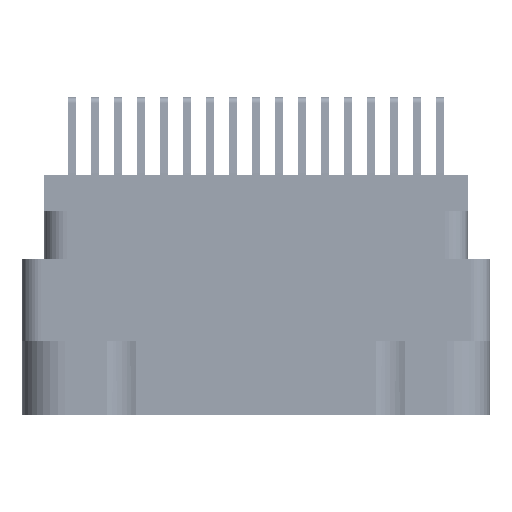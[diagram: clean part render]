
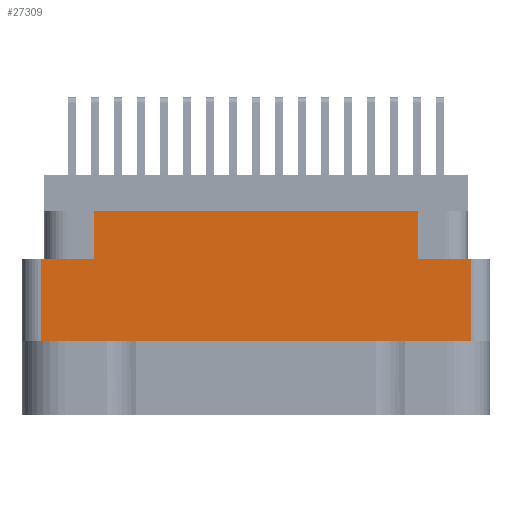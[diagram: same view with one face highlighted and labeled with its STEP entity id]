
A CAD part, left-side view. The second image highlights one B-rep face of the part: STEP entity #27309.
In plain terms, the highlighted planar face has unit normal (-1, 0, 0).
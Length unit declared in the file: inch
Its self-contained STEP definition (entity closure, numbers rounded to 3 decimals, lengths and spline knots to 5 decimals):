
#65 = VERTEX_POINT ( 'NONE', #32189 ) ;
#1217 = LINE ( 'NONE', #77700, #87333 ) ;
#1471 = ORIENTED_EDGE ( 'NONE', *, *, #63507, .F. ) ;
#4357 = FACE_OUTER_BOUND ( 'NONE', #25119, .T. ) ;
#6539 = CARTESIAN_POINT ( 'NONE',  ( -1.375, 0.7005, -0.78 ) ) ;
#7349 = CARTESIAN_POINT ( 'NONE',  ( -1.375, 0.7625, -0.117 ) ) ;
#7431 = DIRECTION ( 'NONE',  ( 0., 0., -1. ) ) ;
#10099 = ORIENTED_EDGE ( 'NONE', *, *, #46857, .T. ) ;
#10286 = CARTESIAN_POINT ( 'NONE',  ( -1.375, -0.7005, -0.54 ) ) ;
#10581 = DIRECTION ( 'NONE',  ( 0., 0., 1. ) ) ;
#12189 = CARTESIAN_POINT ( 'NONE',  ( -1.375, 0., -0.274 ) ) ;
#13083 = VERTEX_POINT ( 'NONE', #14441 ) ;
#14119 = LINE ( 'NONE', #26519, #78942 ) ;
#14441 = CARTESIAN_POINT ( 'NONE',  ( -1.375, 0.5285, -0.274 ) ) ;
#15481 = ORIENTED_EDGE ( 'NONE', *, *, #81673, .F. ) ;
#18467 = LINE ( 'NONE', #6539, #83503 ) ;
#18502 = EDGE_CURVE ( 'NONE', #27245, #29786, #70071, .T. ) ;
#19968 = EDGE_CURVE ( 'NONE', #65, #67899, #14119, .T. ) ;
#22277 = DIRECTION ( 'NONE',  ( 0., 0., 1. ) ) ;
#23001 = ORIENTED_EDGE ( 'NONE', *, *, #18502, .F. ) ;
#25119 = EDGE_LOOP ( 'NONE', ( #15481, #31073, #34306, #10099, #1471, #74387, #23001, #37445 ) ) ;
#26519 = CARTESIAN_POINT ( 'NONE',  ( -1.375, 0., -0.54 ) ) ;
#27245 = VERTEX_POINT ( 'NONE', #90146 ) ;
#27309 = ADVANCED_FACE ( 'NONE', ( #4357 ), #44212, .T. ) ;
#29786 = VERTEX_POINT ( 'NONE', #42548 ) ;
#31073 = ORIENTED_EDGE ( 'NONE', *, *, #33075, .T. ) ;
#31338 = LINE ( 'NONE', #80796, #39088 ) ;
#32098 = LINE ( 'NONE', #45839, #48262 ) ;
#32189 = CARTESIAN_POINT ( 'NONE',  ( -1.375, 0.7005, -0.54 ) ) ;
#33075 = EDGE_CURVE ( 'NONE', #37082, #65, #18467, .T. ) ;
#34306 = ORIENTED_EDGE ( 'NONE', *, *, #19968, .T. ) ;
#35285 = DIRECTION ( 'NONE',  ( 0., -1., 0. ) ) ;
#37020 = VERTEX_POINT ( 'NONE', #83004 ) ;
#37082 = VERTEX_POINT ( 'NONE', #49084 ) ;
#37163 = CARTESIAN_POINT ( 'NONE',  ( -1.375, -0.5285, -0.274 ) ) ;
#37445 = ORIENTED_EDGE ( 'NONE', *, *, #84914, .F. ) ;
#39088 = VECTOR ( 'NONE', #59270, 39.37008 ) ;
#39152 = CARTESIAN_POINT ( 'NONE',  ( -1.375, -0.7625, -0.78 ) ) ;
#40689 = VECTOR ( 'NONE', #35285, 39.37008 ) ;
#42548 = CARTESIAN_POINT ( 'NONE',  ( -1.375, -0.5285, -0.117 ) ) ;
#44212 = PLANE ( 'NONE',  #58066 ) ;
#45839 = CARTESIAN_POINT ( 'NONE',  ( -1.375, -0.7005, -0.78 ) ) ;
#46857 = EDGE_CURVE ( 'NONE', #67899, #37020, #32098, .T. ) ;
#47364 = LINE ( 'NONE', #67520, #55865 ) ;
#48262 = VECTOR ( 'NONE', #10581, 39.37008 ) ;
#49084 = CARTESIAN_POINT ( 'NONE',  ( -1.375, 0.7005, -0.274 ) ) ;
#55665 = LINE ( 'NONE', #12189, #64161 ) ;
#55865 = VECTOR ( 'NONE', #66610, 39.37008 ) ;
#55971 = EDGE_CURVE ( 'NONE', #82432, #29786, #1217, .T. ) ;
#58066 = AXIS2_PLACEMENT_3D ( 'NONE', #39152, #67086, #59324 ) ;
#59270 = DIRECTION ( 'NONE',  ( 0., -1., 0. ) ) ;
#59324 = DIRECTION ( 'NONE',  ( 0., 0., 1. ) ) ;
#63507 = EDGE_CURVE ( 'NONE', #82432, #37020, #31338, .T. ) ;
#64161 = VECTOR ( 'NONE', #89536, 39.37008 ) ;
#66610 = DIRECTION ( 'NONE',  ( 0., 0., 1. ) ) ;
#67086 = DIRECTION ( 'NONE',  ( -1., 0., 0. ) ) ;
#67520 = CARTESIAN_POINT ( 'NONE',  ( -1.375, 0.5285, -0.274 ) ) ;
#67899 = VERTEX_POINT ( 'NONE', #10286 ) ;
#70071 = LINE ( 'NONE', #7349, #40689 ) ;
#74387 = ORIENTED_EDGE ( 'NONE', *, *, #55971, .T. ) ;
#77700 = CARTESIAN_POINT ( 'NONE',  ( -1.375, -0.5285, -0.274 ) ) ;
#78942 = VECTOR ( 'NONE', #83753, 39.37008 ) ;
#80796 = CARTESIAN_POINT ( 'NONE',  ( -1.375, 0., -0.274 ) ) ;
#81673 = EDGE_CURVE ( 'NONE', #37082, #13083, #55665, .T. ) ;
#82432 = VERTEX_POINT ( 'NONE', #37163 ) ;
#83004 = CARTESIAN_POINT ( 'NONE',  ( -1.375, -0.7005, -0.274 ) ) ;
#83503 = VECTOR ( 'NONE', #7431, 39.37008 ) ;
#83753 = DIRECTION ( 'NONE',  ( 0., -1., 0. ) ) ;
#84914 = EDGE_CURVE ( 'NONE', #13083, #27245, #47364, .T. ) ;
#87333 = VECTOR ( 'NONE', #22277, 39.37008 ) ;
#89536 = DIRECTION ( 'NONE',  ( 0., -1., 0. ) ) ;
#90146 = CARTESIAN_POINT ( 'NONE',  ( -1.375, 0.5285, -0.117 ) ) ;
